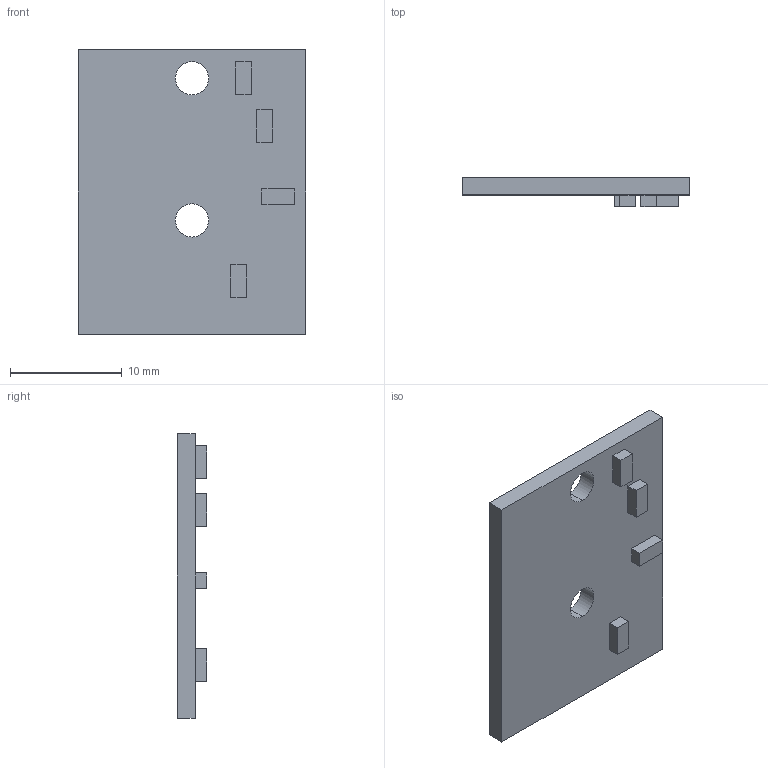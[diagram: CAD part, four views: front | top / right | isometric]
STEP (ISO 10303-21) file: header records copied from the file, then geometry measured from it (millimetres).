
FILE_DESCRIPTION (( 'STEP AP214' ), '1' );
FILE_NAME ('1PO 0000 Mid Board.STEP', '2011-04-17T19:22:36', ( 'Michael Baranello' ), ( 'Barnwerks, LLC' ), 'SwSTEP 2.0', 'SolidWorks 2011', '' );
FILE_SCHEMA (( 'AUTOMOTIVE_DESIGN' ));
Length unit declared in the file: inch
Products named in the file (1): 1PO 0000 Mid Board
Bounding box: 20.32 x 2.6 x 25.4 mm (x, y, z)
Volume: 813.9 mm3; surface area: 1215.2 mm2
Topology: 1 solids, 1 shells, 38 faces, 90 edges, 60 vertices
Faces by surface type: plane 32, cylinder 6
Entity records: 1498 total; most frequent: CARTESIAN_POINT 189, ORIENTED_EDGE 180, DIRECTION 180, EDGE_CURVE 90, LINE 78, VECTOR 78, VERTEX_POINT 60, AXIS2_PLACEMENT_3D 51
